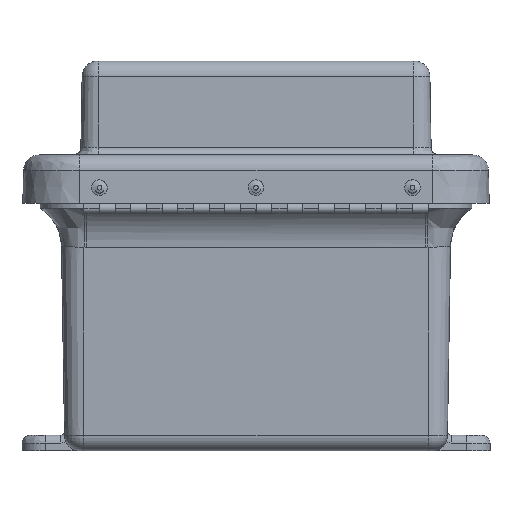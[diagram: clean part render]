
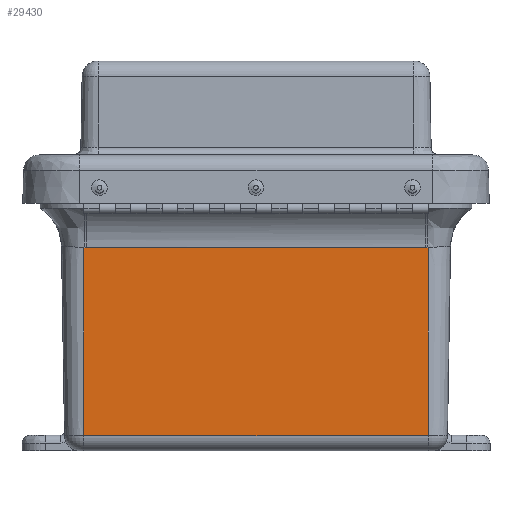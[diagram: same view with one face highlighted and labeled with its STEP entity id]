
A CAD part, left-side view. The second image highlights one B-rep face of the part: STEP entity #29430.
In plain terms, the highlighted planar face has unit normal (-1, 0, -0.016).
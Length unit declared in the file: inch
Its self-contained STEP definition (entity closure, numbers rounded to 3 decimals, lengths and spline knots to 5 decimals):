
#161 = EDGE_CURVE ( 'NONE', #9314, #1393, #34591, .T. ) ;
#1154 = CARTESIAN_POINT ( 'NONE',  ( -2.09733, 2.74735, -1.25204 ) ) ;
#1393 = VERTEX_POINT ( 'NONE', #18506 ) ;
#1612 = CARTESIAN_POINT ( 'NONE',  ( -2.04514, 2.74735, -4.5 ) ) ;
#2292 = EDGE_CURVE ( 'NONE', #9314, #18419, #18938, .T. ) ;
#2393 = CARTESIAN_POINT ( 'NONE',  ( -2.09734, 2.74735, -1.2516 ) ) ;
#2427 = ORIENTED_EDGE ( 'NONE', *, *, #161, .T. ) ;
#3298 = CARTESIAN_POINT ( 'NONE',  ( -2.04909, 0., -4.25402 ) ) ;
#3342 = CARTESIAN_POINT ( 'NONE',  ( -2.04909, -2.74735, -4.25402 ) ) ;
#5073 = CARTESIAN_POINT ( 'NONE',  ( -2.09734, -2.74735, -1.2516 ) ) ;
#5160 = ORIENTED_EDGE ( 'NONE', *, *, #17543, .F. ) ;
#5740 = ORIENTED_EDGE ( 'NONE', *, *, #7085, .F. ) ;
#5814 = VECTOR ( 'NONE', #30821, 39.37008 ) ;
#6120 = VERTEX_POINT ( 'NONE', #19979 ) ;
#7085 = EDGE_CURVE ( 'NONE', #6120, #24971, #37969, .T. ) ;
#7866 = CARTESIAN_POINT ( 'NONE',  ( -2.09733, -2.70741, -1.25204 ) ) ;
#9314 = VERTEX_POINT ( 'NONE', #3342 ) ;
#11306 = CARTESIAN_POINT ( 'NONE',  ( -2.09733, 2.72073, -1.25204 ) ) ;
#11424 = FACE_OUTER_BOUND ( 'NONE', #24117, .T. ) ;
#11466 = DIRECTION ( 'NONE',  ( 0.016, 0., -1. ) ) ;
#12463 = ORIENTED_EDGE ( 'NONE', *, *, #35762, .F. ) ;
#12812 = EDGE_CURVE ( 'NONE', #26309, #24971, #19005, .T. ) ;
#13340 = ORIENTED_EDGE ( 'NONE', *, *, #12812, .T. ) ;
#13648 = B_SPLINE_CURVE_WITH_KNOTS ( 'NONE', 3,
 ( #31833, #32209, #37832, #5073 ),
 .UNSPECIFIED., .F., .F.,
 ( 4, 4 ),
 ( 0., 1. ),
 .UNSPECIFIED. ) ;
#13853 = AXIS2_PLACEMENT_3D ( 'NONE', #35515, #20392, #11466 ) ;
#14845 = PLANE ( 'NONE',  #13853 ) ;
#17269 = DIRECTION ( 'NONE',  ( -0.016, 0., 1. ) ) ;
#17543 = EDGE_CURVE ( 'NONE', #26309, #1393, #13648, .T. ) ;
#18419 = VERTEX_POINT ( 'NONE', #36318 ) ;
#18506 = CARTESIAN_POINT ( 'NONE',  ( -2.09734, -2.74735, -1.2516 ) ) ;
#18571 = VECTOR ( 'NONE', #24585, 39.37008 ) ;
#18938 = LINE ( 'NONE', #3298, #33753 ) ;
#19005 = LINE ( 'NONE', #1154, #18571 ) ;
#19979 = CARTESIAN_POINT ( 'NONE',  ( -2.09734, 2.74735, -1.2516 ) ) ;
#20392 = DIRECTION ( 'NONE',  ( -1., 0., -0.016 ) ) ;
#20477 = CARTESIAN_POINT ( 'NONE',  ( -2.09733, 2.70741, -1.25204 ) ) ;
#23052 = VECTOR ( 'NONE', #17269, 39.37008 ) ;
#24117 = EDGE_LOOP ( 'NONE', ( #35220, #2427, #5160, #13340, #5740, #12463 ) ) ;
#24585 = DIRECTION ( 'NONE',  ( 0., 1., 0. ) ) ;
#24971 = VERTEX_POINT ( 'NONE', #36014 ) ;
#26309 = VERTEX_POINT ( 'NONE', #7866 ) ;
#26597 = DIRECTION ( 'NONE',  ( 0., 1., 0. ) ) ;
#28999 = CARTESIAN_POINT ( 'NONE',  ( -2.09733, 2.73404, -1.25189 ) ) ;
#29115 = CARTESIAN_POINT ( 'NONE',  ( -2.11742, -2.74735, -0.00196 ) ) ;
#29430 = ADVANCED_FACE ( 'NONE', ( #11424 ), #14845, .T. ) ;
#30821 = DIRECTION ( 'NONE',  ( -0.016, 0., 1. ) ) ;
#31833 = CARTESIAN_POINT ( 'NONE',  ( -2.09733, -2.70741, -1.25204 ) ) ;
#32178 = LINE ( 'NONE', #1612, #5814 ) ;
#32209 = CARTESIAN_POINT ( 'NONE',  ( -2.09733, -2.72072, -1.25204 ) ) ;
#33753 = VECTOR ( 'NONE', #26597, 39.37008 ) ;
#34591 = LINE ( 'NONE', #29115, #23052 ) ;
#35220 = ORIENTED_EDGE ( 'NONE', *, *, #2292, .F. ) ;
#35515 = CARTESIAN_POINT ( 'NONE',  ( -2.11742, 2.74735, -0.00196 ) ) ;
#35762 = EDGE_CURVE ( 'NONE', #18419, #6120, #32178, .T. ) ;
#36014 = CARTESIAN_POINT ( 'NONE',  ( -2.09733, 2.70741, -1.25204 ) ) ;
#36318 = CARTESIAN_POINT ( 'NONE',  ( -2.04909, 2.74735, -4.25402 ) ) ;
#37832 = CARTESIAN_POINT ( 'NONE',  ( -2.09733, -2.73403, -1.25189 ) ) ;
#37969 = B_SPLINE_CURVE_WITH_KNOTS ( 'NONE', 3,
 ( #2393, #28999, #11306, #20477 ),
 .UNSPECIFIED., .F., .F.,
 ( 4, 4 ),
 ( 0., 1. ),
 .UNSPECIFIED. ) ;
